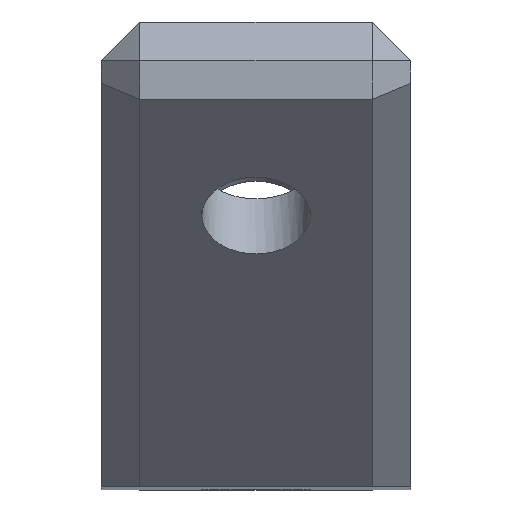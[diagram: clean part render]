
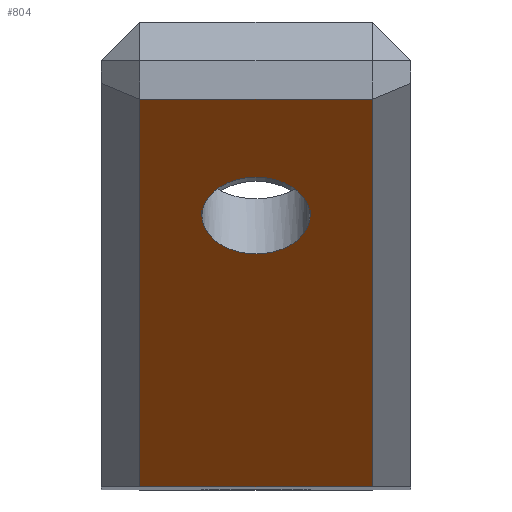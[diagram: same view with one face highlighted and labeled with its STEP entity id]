
A CAD part, top view. The second image highlights one B-rep face of the part: STEP entity #804.
In plain terms, the highlighted planar face has unit normal (0, -0.707, 0.707).
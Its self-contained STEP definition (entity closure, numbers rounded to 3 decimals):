
#32 = PLANE('',#33);
#33 = AXIS2_PLACEMENT_3D('',#34,#35,#36);
#34 = CARTESIAN_POINT('',(52.5,-111.5,-45.));
#35 = DIRECTION('',(0.,1.,0.));
#36 = DIRECTION('',(0.,0.,1.));
#169 = VERTEX_POINT('',#170);
#170 = CARTESIAN_POINT('',(53.5,-111.5,11.));
#184 = PLANE('',#185);
#185 = AXIS2_PLACEMENT_3D('',#186,#187,#188);
#186 = CARTESIAN_POINT('',(53.,-111.146,10.646));
#187 = DIRECTION('',(-0.707,-0.5,0.5));
#188 = DIRECTION('',(0.,0.707,0.707));
#196 = EDGE_CURVE('',#169,#197,#199,.T.);
#197 = VERTEX_POINT('',#198);
#198 = CARTESIAN_POINT('',(59.5,-111.5,11.));
#199 = SURFACE_CURVE('',#200,(#204,#211),.PCURVE_S1.);
#200 = LINE('',#201,#202);
#201 = CARTESIAN_POINT('',(52.5,-111.5,11.));
#202 = VECTOR('',#203,1.);
#203 = DIRECTION('',(1.,0.,0.));
#204 = PCURVE('',#32,#205);
#205 = DEFINITIONAL_REPRESENTATION('',(#206),#210);
#206 = LINE('',#207,#208);
#207 = CARTESIAN_POINT('',(56.,0.));
#208 = VECTOR('',#209,1.);
#209 = DIRECTION('',(0.,1.));
#210 = ( GEOMETRIC_REPRESENTATION_CONTEXT(2) 
PARAMETRIC_REPRESENTATION_CONTEXT() REPRESENTATION_CONTEXT('2D SPACE',''
  ) );
#211 = PCURVE('',#212,#217);
#212 = PLANE('',#213);
#213 = AXIS2_PLACEMENT_3D('',#214,#215,#216);
#214 = CARTESIAN_POINT('',(52.5,-106.5,16.));
#215 = DIRECTION('',(0.,0.707,-0.707));
#216 = DIRECTION('',(-1.,-0.,-0.));
#217 = DEFINITIONAL_REPRESENTATION('',(#218),#222);
#218 = LINE('',#219,#220);
#219 = CARTESIAN_POINT('',(-0.,-7.071));
#220 = VECTOR('',#221,1.);
#221 = DIRECTION('',(-1.,0.));
#222 = ( GEOMETRIC_REPRESENTATION_CONTEXT(2) 
PARAMETRIC_REPRESENTATION_CONTEXT() REPRESENTATION_CONTEXT('2D SPACE',''
  ) );
#238 = PLANE('',#239);
#239 = AXIS2_PLACEMENT_3D('',#240,#241,#242);
#240 = CARTESIAN_POINT('',(60.,-111.146,10.646));
#241 = DIRECTION('',(0.707,-0.5,0.5));
#242 = DIRECTION('',(0.,0.707,0.707));
#677 = VERTEX_POINT('',#678);
#678 = CARTESIAN_POINT('',(59.5,-101.5,21.));
#699 = EDGE_CURVE('',#197,#677,#700,.T.);
#700 = SURFACE_CURVE('',#701,(#705,#712),.PCURVE_S1.);
#701 = LINE('',#702,#703);
#702 = CARTESIAN_POINT('',(59.5,-111.5,11.));
#703 = VECTOR('',#704,1.);
#704 = DIRECTION('',(0.,0.707,0.707));
#705 = PCURVE('',#238,#706);
#706 = DEFINITIONAL_REPRESENTATION('',(#707),#711);
#707 = LINE('',#708,#709);
#708 = CARTESIAN_POINT('',(0.,0.707));
#709 = VECTOR('',#710,1.);
#710 = DIRECTION('',(1.,0.));
#711 = ( GEOMETRIC_REPRESENTATION_CONTEXT(2) 
PARAMETRIC_REPRESENTATION_CONTEXT() REPRESENTATION_CONTEXT('2D SPACE',''
  ) );
#712 = PCURVE('',#212,#713);
#713 = DEFINITIONAL_REPRESENTATION('',(#714),#718);
#714 = LINE('',#715,#716);
#715 = CARTESIAN_POINT('',(-7.,-7.071));
#716 = VECTOR('',#717,1.);
#717 = DIRECTION('',(-0.,1.));
#718 = ( GEOMETRIC_REPRESENTATION_CONTEXT(2) 
PARAMETRIC_REPRESENTATION_CONTEXT() REPRESENTATION_CONTEXT('2D SPACE',''
  ) );
#804 = ADVANCED_FACE('',(#805,#858),#212,.F.);
#805 = FACE_BOUND('',#806,.T.);
#806 = EDGE_LOOP('',(#807,#808,#809,#837));
#807 = ORIENTED_EDGE('',*,*,#196,.T.);
#808 = ORIENTED_EDGE('',*,*,#699,.T.);
#809 = ORIENTED_EDGE('',*,*,#810,.F.);
#810 = EDGE_CURVE('',#811,#677,#813,.T.);
#811 = VERTEX_POINT('',#812);
#812 = CARTESIAN_POINT('',(53.5,-101.5,21.));
#813 = SURFACE_CURVE('',#814,(#818,#825),.PCURVE_S1.);
#814 = LINE('',#815,#816);
#815 = CARTESIAN_POINT('',(52.5,-101.5,21.));
#816 = VECTOR('',#817,1.);
#817 = DIRECTION('',(1.,0.,0.));
#818 = PCURVE('',#212,#819);
#819 = DEFINITIONAL_REPRESENTATION('',(#820),#824);
#820 = LINE('',#821,#822);
#821 = CARTESIAN_POINT('',(-0.,7.071));
#822 = VECTOR('',#823,1.);
#823 = DIRECTION('',(-1.,0.));
#824 = ( GEOMETRIC_REPRESENTATION_CONTEXT(2) 
PARAMETRIC_REPRESENTATION_CONTEXT() REPRESENTATION_CONTEXT('2D SPACE',''
  ) );
#825 = PCURVE('',#826,#831);
#826 = PLANE('',#827);
#827 = AXIS2_PLACEMENT_3D('',#828,#829,#830);
#828 = CARTESIAN_POINT('',(56.5,-105.5,21.));
#829 = DIRECTION('',(0.,0.,1.));
#830 = DIRECTION('',(1.,0.,0.));
#831 = DEFINITIONAL_REPRESENTATION('',(#832),#836);
#832 = LINE('',#833,#834);
#833 = CARTESIAN_POINT('',(-4.,4.));
#834 = VECTOR('',#835,1.);
#835 = DIRECTION('',(1.,0.));
#836 = ( GEOMETRIC_REPRESENTATION_CONTEXT(2) 
PARAMETRIC_REPRESENTATION_CONTEXT() REPRESENTATION_CONTEXT('2D SPACE',''
  ) );
#837 = ORIENTED_EDGE('',*,*,#838,.F.);
#838 = EDGE_CURVE('',#169,#811,#839,.T.);
#839 = SURFACE_CURVE('',#840,(#844,#851),.PCURVE_S1.);
#840 = LINE('',#841,#842);
#841 = CARTESIAN_POINT('',(53.5,-111.5,11.));
#842 = VECTOR('',#843,1.);
#843 = DIRECTION('',(0.,0.707,0.707));
#844 = PCURVE('',#212,#845);
#845 = DEFINITIONAL_REPRESENTATION('',(#846),#850);
#846 = LINE('',#847,#848);
#847 = CARTESIAN_POINT('',(-1.,-7.071));
#848 = VECTOR('',#849,1.);
#849 = DIRECTION('',(-0.,1.));
#850 = ( GEOMETRIC_REPRESENTATION_CONTEXT(2) 
PARAMETRIC_REPRESENTATION_CONTEXT() REPRESENTATION_CONTEXT('2D SPACE',''
  ) );
#851 = PCURVE('',#184,#852);
#852 = DEFINITIONAL_REPRESENTATION('',(#853),#857);
#853 = LINE('',#854,#855);
#854 = CARTESIAN_POINT('',(0.,-0.707));
#855 = VECTOR('',#856,1.);
#856 = DIRECTION('',(1.,0.));
#857 = ( GEOMETRIC_REPRESENTATION_CONTEXT(2) 
PARAMETRIC_REPRESENTATION_CONTEXT() REPRESENTATION_CONTEXT('2D SPACE',''
  ) );
#858 = FACE_BOUND('',#859,.T.);
#859 = EDGE_LOOP('',(#860));
#860 = ORIENTED_EDGE('',*,*,#861,.F.);
#861 = EDGE_CURVE('',#862,#862,#864,.T.);
#862 = VERTEX_POINT('',#863);
#863 = CARTESIAN_POINT('',(57.9,-104.5,18.));
#864 = SURFACE_CURVE('',#865,(#870,#881),.PCURVE_S1.);
#865 = CIRCLE('',#866,1.4);
#866 = AXIS2_PLACEMENT_3D('',#867,#868,#869);
#867 = CARTESIAN_POINT('',(56.5,-104.5,18.));
#868 = DIRECTION('',(0.,-0.707,0.707));
#869 = DIRECTION('',(1.,0.,0.));
#870 = PCURVE('',#212,#871);
#871 = DEFINITIONAL_REPRESENTATION('',(#872),#880);
#872 = ( BOUNDED_CURVE() B_SPLINE_CURVE(2,(#873,#874,#875,#876,#877,#878
,#879),.UNSPECIFIED.,.T.,.F.) B_SPLINE_CURVE_WITH_KNOTS((1,2,2,2,2,1),(
    -2.094,0.,2.094,4.189,6.283,
8.378),.UNSPECIFIED.) CURVE() GEOMETRIC_REPRESENTATION_ITEM() 
RATIONAL_B_SPLINE_CURVE((1.,0.5,1.,0.5,1.,0.5,1.)) REPRESENTATION_ITEM(
  '') );
#873 = CARTESIAN_POINT('',(-5.4,2.828));
#874 = CARTESIAN_POINT('',(-5.4,5.253));
#875 = CARTESIAN_POINT('',(-3.3,4.041));
#876 = CARTESIAN_POINT('',(-1.2,2.828));
#877 = CARTESIAN_POINT('',(-3.3,1.616));
#878 = CARTESIAN_POINT('',(-5.4,0.404));
#879 = CARTESIAN_POINT('',(-5.4,2.828));
#880 = ( GEOMETRIC_REPRESENTATION_CONTEXT(2) 
PARAMETRIC_REPRESENTATION_CONTEXT() REPRESENTATION_CONTEXT('2D SPACE',''
  ) );
#881 = PCURVE('',#882,#887);
#882 = CYLINDRICAL_SURFACE('',#883,1.4);
#883 = AXIS2_PLACEMENT_3D('',#884,#885,#886);
#884 = CARTESIAN_POINT('',(56.5,-100.5,14.));
#885 = DIRECTION('',(0.,-0.707,0.707));
#886 = DIRECTION('',(1.,0.,0.));
#887 = DEFINITIONAL_REPRESENTATION('',(#888),#892);
#888 = LINE('',#889,#890);
#889 = CARTESIAN_POINT('',(0.,5.657));
#890 = VECTOR('',#891,1.);
#891 = DIRECTION('',(1.,0.));
#892 = ( GEOMETRIC_REPRESENTATION_CONTEXT(2) 
PARAMETRIC_REPRESENTATION_CONTEXT() REPRESENTATION_CONTEXT('2D SPACE',''
  ) );
